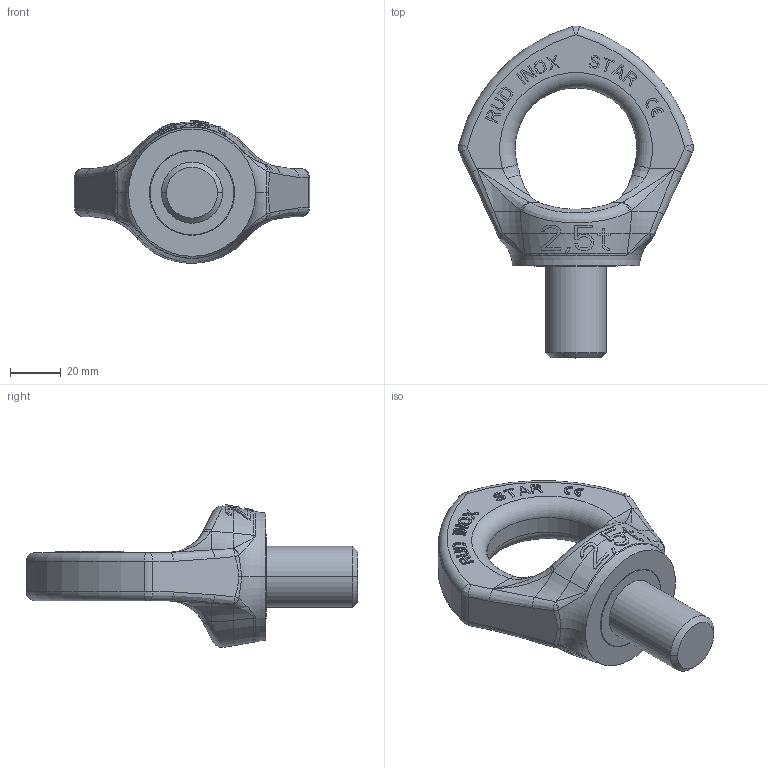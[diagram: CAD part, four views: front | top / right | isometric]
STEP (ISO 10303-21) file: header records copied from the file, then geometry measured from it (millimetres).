
FILE_DESCRIPTION((''),'2;1');
FILE_NAME('001-M31797-P-10_ASM','2018-08-27T',('Andreas.Wendler'),(''),'PRO/ENGINEER BY PARAMETRIC TECHNOLOGY CORPORATION, 2011490','PRO/ENGINEER BY PARAMETRIC TECHNOLOGY CORPORATION, 2011490','');
FILE_SCHEMA(('CONFIG_CONTROL_DESIGN'));
Length unit declared in the file: millimetre
Products named in the file (3): 001-M31797-P-10; 001-M31796-P-10; 001-M31797-P-10_ASM
Assembly tree (2 placements, depth 2):
  001-M31797-P-10_ASM
    001-M31797-P-10
    001-M31796-P-10
Bounding box: 92.46 x 130.47 x 56.12 mm (x, y, z)
Volume: 123673.8 mm3; surface area: 29592.1 mm2
Topology: 2 solids, 2 shells, 560 faces, 1523 edges, 990 vertices
Faces by surface type: plane 441, bspline 50, cylinder 37, torus 16, cone 12, sphere 4
Entity records: 19357 total; most frequent: CARTESIAN_POINT 5662, ORIENTED_EDGE 3046, DIRECTION 2497, EDGE_CURVE 1523, VECTOR 1087, LINE 1087, VERTEX_POINT 990, AXIS2_PLACEMENT_3D 705
